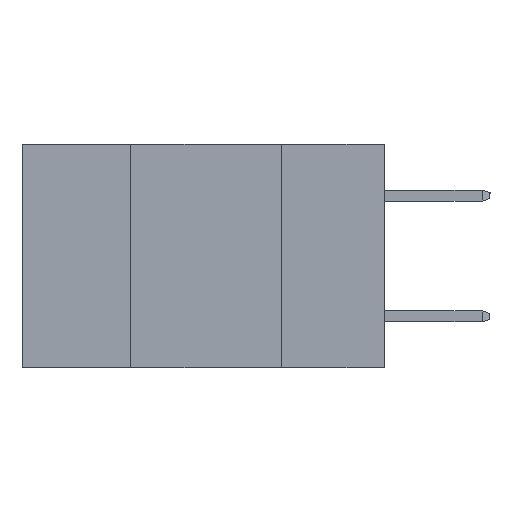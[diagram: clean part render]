
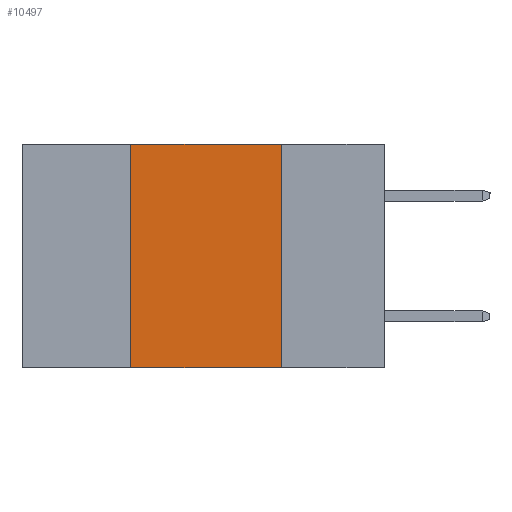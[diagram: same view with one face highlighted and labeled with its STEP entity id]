
A CAD part, left-side view. The second image highlights one B-rep face of the part: STEP entity #10497.
In plain terms, the highlighted planar face has unit normal (-1, 0, 0).
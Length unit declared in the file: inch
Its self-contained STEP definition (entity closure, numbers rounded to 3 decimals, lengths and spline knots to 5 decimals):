
#486 = VECTOR ( 'NONE', #11860, 39.37008 ) ;
#1499 = AXIS2_PLACEMENT_3D ( 'NONE', #6128, #11332, #3184 ) ;
#2434 = DIRECTION ( 'NONE',  ( 0., 0., -1. ) ) ;
#2834 = DIRECTION ( 'NONE',  ( 0., -1., 0. ) ) ;
#3184 = DIRECTION ( 'NONE',  ( 0., 0., -1. ) ) ;
#3332 = VECTOR ( 'NONE', #2834, 39.37008 ) ;
#3978 = VECTOR ( 'NONE', #6841, 39.37008 ) ;
#4117 = CARTESIAN_POINT ( 'NONE',  ( 0., 0.42, -0.37 ) ) ;
#4157 = CARTESIAN_POINT ( 'NONE',  ( 0., 0.6, -0.37 ) ) ;
#4253 = CARTESIAN_POINT ( 'NONE',  ( 0., 0.17, -0.37 ) ) ;
#4290 = VERTEX_POINT ( 'NONE', #10396 ) ;
#4393 = PLANE ( 'NONE',  #1499 ) ;
#4556 = EDGE_CURVE ( 'NONE', #4290, #8343, #8812, .T. ) ;
#5225 = LINE ( 'NONE', #16317, #16926 ) ;
#5359 = LINE ( 'NONE', #4157, #3332 ) ;
#6117 = VERTEX_POINT ( 'NONE', #15653 ) ;
#6128 = CARTESIAN_POINT ( 'NONE',  ( 0., 0.6, 0. ) ) ;
#6296 = CARTESIAN_POINT ( 'NONE',  ( 0., 0.6, 0. ) ) ;
#6841 = DIRECTION ( 'NONE',  ( 0., 0., 1. ) ) ;
#7545 = ORIENTED_EDGE ( 'NONE', *, *, #4556, .F. ) ;
#8343 = VERTEX_POINT ( 'NONE', #9174 ) ;
#8522 = EDGE_CURVE ( 'NONE', #6117, #10051, #5359, .T. ) ;
#8812 = LINE ( 'NONE', #6296, #486 ) ;
#9174 = CARTESIAN_POINT ( 'NONE',  ( 0., 0.17, 0. ) ) ;
#9533 = EDGE_CURVE ( 'NONE', #6117, #4290, #14973, .T. ) ;
#9664 = ORIENTED_EDGE ( 'NONE', *, *, #12903, .F. ) ;
#10051 = VERTEX_POINT ( 'NONE', #4253 ) ;
#10396 = CARTESIAN_POINT ( 'NONE',  ( 0., 0.42, 0. ) ) ;
#10497 = ADVANCED_FACE ( 'NONE', ( #14291 ), #4393, .F. ) ;
#11046 = ORIENTED_EDGE ( 'NONE', *, *, #8522, .T. ) ;
#11332 = DIRECTION ( 'NONE',  ( 1., 0., 0. ) ) ;
#11860 = DIRECTION ( 'NONE',  ( 0., -1., 0. ) ) ;
#12903 = EDGE_CURVE ( 'NONE', #8343, #10051, #5225, .T. ) ;
#14291 = FACE_OUTER_BOUND ( 'NONE', #16107, .T. ) ;
#14973 = LINE ( 'NONE', #4117, #3978 ) ;
#15465 = ORIENTED_EDGE ( 'NONE', *, *, #9533, .F. ) ;
#15653 = CARTESIAN_POINT ( 'NONE',  ( 0., 0.42, -0.37 ) ) ;
#16107 = EDGE_LOOP ( 'NONE', ( #9664, #7545, #15465, #11046 ) ) ;
#16317 = CARTESIAN_POINT ( 'NONE',  ( 0., 0.17, -0.37 ) ) ;
#16926 = VECTOR ( 'NONE', #2434, 39.37008 ) ;
